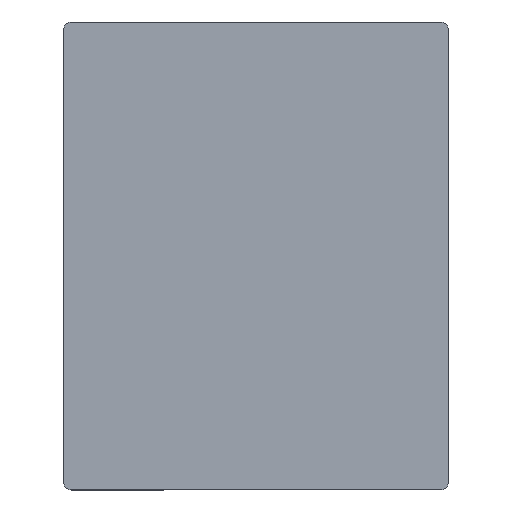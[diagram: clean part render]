
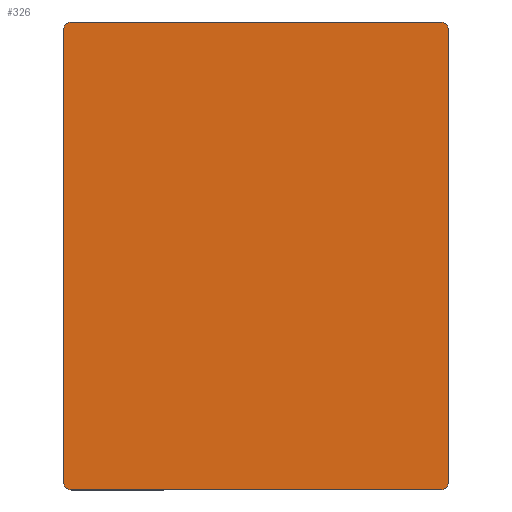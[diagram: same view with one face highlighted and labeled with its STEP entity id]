
A CAD part, top view. The second image highlights one B-rep face of the part: STEP entity #326.
In plain terms, the highlighted planar face has unit normal (0, 0, 1).
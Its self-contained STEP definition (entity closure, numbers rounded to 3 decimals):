
#6 = DIRECTION ( 'NONE',  ( 1., 0., 0. ) ) ;
#10 = CARTESIAN_POINT ( 'NONE',  ( 35.825, 26.458, 0.5 ) ) ;
#43 = CARTESIAN_POINT ( 'NONE',  ( -32.885, -56.042, 0.5 ) ) ;
#56 = VECTOR ( 'NONE', #130, 1000. ) ;
#67 = ORIENTED_EDGE ( 'NONE', *, *, #513, .T. ) ;
#70 = DIRECTION ( 'NONE',  ( 1., 0., 0. ) ) ;
#77 = VERTEX_POINT ( 'NONE', #443 ) ;
#82 = VECTOR ( 'NONE', #6, 1000. ) ;
#99 = EDGE_LOOP ( 'NONE', ( #388, #107, #377, #404, #252, #67, #529, #439 ) ) ;
#107 = ORIENTED_EDGE ( 'NONE', *, *, #460, .T. ) ;
#116 = VERTEX_POINT ( 'NONE', #541 ) ;
#121 = CARTESIAN_POINT ( 'NONE',  ( -34.285, 27.858, 0.5 ) ) ;
#130 = DIRECTION ( 'NONE',  ( 0., -1., 0. ) ) ;
#131 = CARTESIAN_POINT ( 'NONE',  ( 34.425, -56.042, 0.5 ) ) ;
#133 = CARTESIAN_POINT ( 'NONE',  ( -34.285, 27.858, 0.5 ) ) ;
#134 = DIRECTION ( 'NONE',  ( 0., 0., 1. ) ) ;
#141 = DIRECTION ( 'NONE',  ( 0., -1., 0. ) ) ;
#165 = AXIS2_PLACEMENT_3D ( 'NONE', #43, #324, #516 ) ;
#166 = EDGE_CURVE ( 'NONE', #530, #77, #590, .T. ) ;
#174 = CARTESIAN_POINT ( 'NONE',  ( -32.885, 26.458, 0.5 ) ) ;
#202 = VERTEX_POINT ( 'NONE', #267 ) ;
#213 = DIRECTION ( 'NONE',  ( 0., 0., 1. ) ) ;
#217 = AXIS2_PLACEMENT_3D ( 'NONE', #306, #134, #507 ) ;
#222 = CARTESIAN_POINT ( 'NONE',  ( 35.825, 27.858, 0.5 ) ) ;
#251 = VERTEX_POINT ( 'NONE', #504 ) ;
#252 = ORIENTED_EDGE ( 'NONE', *, *, #259, .F. ) ;
#254 = CARTESIAN_POINT ( 'NONE',  ( -34.285, 26.458, 0.5 ) ) ;
#259 = EDGE_CURVE ( 'NONE', #515, #343, #486, .T. ) ;
#267 = CARTESIAN_POINT ( 'NONE',  ( -32.885, 27.858, 0.5 ) ) ;
#269 = CARTESIAN_POINT ( 'NONE',  ( -34.285, -57.442, 0.5 ) ) ;
#292 = EDGE_CURVE ( 'NONE', #436, #251, #593, .T. ) ;
#294 = CARTESIAN_POINT ( 'NONE',  ( 34.425, 26.458, 0.5 ) ) ;
#306 = CARTESIAN_POINT ( 'NONE',  ( 0., 0., 0.5 ) ) ;
#314 = AXIS2_PLACEMENT_3D ( 'NONE', #174, #488, #70 ) ;
#324 = DIRECTION ( 'NONE',  ( 0., 0., 1. ) ) ;
#326 = ADVANCED_FACE ( 'NONE', ( #556 ), #358, .T. ) ;
#339 = CIRCLE ( 'NONE', #467, 1.4 ) ;
#343 = VERTEX_POINT ( 'NONE', #458 ) ;
#358 = PLANE ( 'NONE',  #217 ) ;
#377 = ORIENTED_EDGE ( 'NONE', *, *, #292, .T. ) ;
#378 = EDGE_CURVE ( 'NONE', #251, #343, #551, .T. ) ;
#388 = ORIENTED_EDGE ( 'NONE', *, *, #166, .T. ) ;
#404 = ORIENTED_EDGE ( 'NONE', *, *, #378, .T. ) ;
#419 = DIRECTION ( 'NONE',  ( 0., 0., 1. ) ) ;
#421 = CIRCLE ( 'NONE', #165, 1.4 ) ;
#436 = VERTEX_POINT ( 'NONE', #565 ) ;
#439 = ORIENTED_EDGE ( 'NONE', *, *, #555, .T. ) ;
#443 = CARTESIAN_POINT ( 'NONE',  ( -34.285, -56.042, 0.5 ) ) ;
#456 = DIRECTION ( 'NONE',  ( 1., 0., 0. ) ) ;
#458 = CARTESIAN_POINT ( 'NONE',  ( 35.825, -56.042, 0.5 ) ) ;
#460 = EDGE_CURVE ( 'NONE', #77, #436, #421, .T. ) ;
#467 = AXIS2_PLACEMENT_3D ( 'NONE', #294, #213, #525 ) ;
#486 = LINE ( 'NONE', #222, #508 ) ;
#488 = DIRECTION ( 'NONE',  ( 0., 0., 1. ) ) ;
#503 = CIRCLE ( 'NONE', #314, 1.4 ) ;
#504 = CARTESIAN_POINT ( 'NONE',  ( 34.425, -57.442, 0.5 ) ) ;
#507 = DIRECTION ( 'NONE',  ( 1., 0., 0. ) ) ;
#508 = VECTOR ( 'NONE', #141, 1000. ) ;
#513 = EDGE_CURVE ( 'NONE', #515, #116, #339, .T. ) ;
#515 = VERTEX_POINT ( 'NONE', #10 ) ;
#516 = DIRECTION ( 'NONE',  ( 1., 0., 0. ) ) ;
#525 = DIRECTION ( 'NONE',  ( 1., 0., 0. ) ) ;
#529 = ORIENTED_EDGE ( 'NONE', *, *, #539, .F. ) ;
#530 = VERTEX_POINT ( 'NONE', #254 ) ;
#533 = LINE ( 'NONE', #121, #82 ) ;
#538 = AXIS2_PLACEMENT_3D ( 'NONE', #131, #419, #566 ) ;
#539 = EDGE_CURVE ( 'NONE', #202, #116, #533, .T. ) ;
#541 = CARTESIAN_POINT ( 'NONE',  ( 34.425, 27.858, 0.5 ) ) ;
#551 = CIRCLE ( 'NONE', #538, 1.4 ) ;
#555 = EDGE_CURVE ( 'NONE', #202, #530, #503, .T. ) ;
#556 = FACE_OUTER_BOUND ( 'NONE', #99, .T. ) ;
#565 = CARTESIAN_POINT ( 'NONE',  ( -32.885, -57.442, 0.5 ) ) ;
#566 = DIRECTION ( 'NONE',  ( 1., 0., 0. ) ) ;
#590 = LINE ( 'NONE', #133, #56 ) ;
#593 = LINE ( 'NONE', #269, #608 ) ;
#608 = VECTOR ( 'NONE', #456, 1000. ) ;
